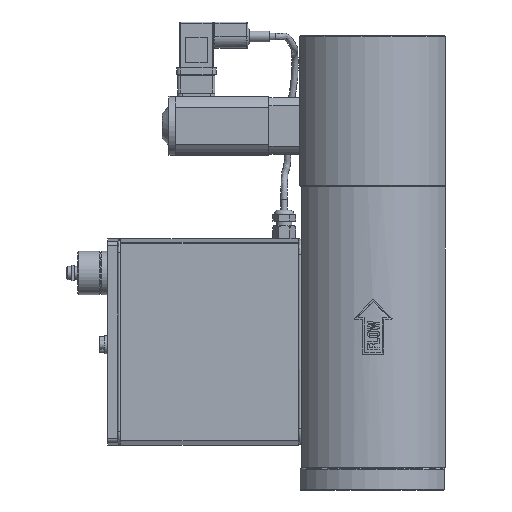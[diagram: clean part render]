
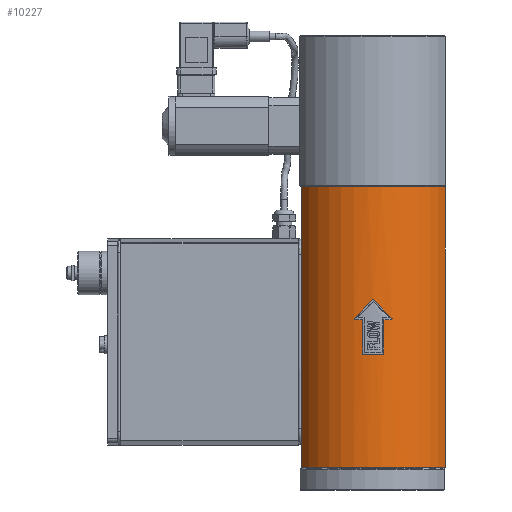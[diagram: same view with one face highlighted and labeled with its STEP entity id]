
A CAD part, left-side view. The second image highlights one B-rep face of the part: STEP entity #10227.
In plain terms, the highlighted cylindrical face has radius 37 mm (diameter 74 mm), a partial arc.
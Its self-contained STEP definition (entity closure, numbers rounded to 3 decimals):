
#774=FACE_BOUND('',#3981,.T.);
#1140=LINE('',#17258,#1839);
#1144=LINE('',#17270,#1843);
#1199=LINE('',#17639,#1898);
#1200=LINE('',#17640,#1899);
#1839=VECTOR('',#12817,10.);
#1843=VECTOR('',#12829,10.);
#1898=VECTOR('',#12986,10.);
#1899=VECTOR('',#12987,10.);
#2772=CIRCLE('',#10986,37.);
#2774=CIRCLE('',#10990,37.);
#2776=CIRCLE('',#10994,37.);
#2787=CIRCLE('',#11034,37.);
#2792=CIRCLE('',#11042,37.);
#3364=FACE_OUTER_BOUND('',#3980,.T.);
#3980=EDGE_LOOP('',(#8389,#8390,#8391,#8392));
#3981=EDGE_LOOP('',(#8393,#8394,#8395,#8396,#8397,#8398,#8399,#8400,#8401,
#8402));
#4376=B_SPLINE_CURVE_WITH_KNOTS('',3,(#17107,#17108,#17109,#17110,#17111,
#17112,#17113),.UNSPECIFIED.,.F.,.F.,(4,1,1,1,4),(-2.356,-1.683,
-1.01,-0.337,0.),.UNSPECIFIED.);
#4378=B_SPLINE_CURVE_WITH_KNOTS('',3,(#17138,#17139,#17140,#17141),
 .UNSPECIFIED.,.F.,.F.,(4,4),(-0.226,0.),.UNSPECIFIED.);
#4380=B_SPLINE_CURVE_WITH_KNOTS('',3,(#17170,#17171,#17172,#17173,#17174),
 .UNSPECIFIED.,.F.,.F.,(4,1,4),(-1.571,-0.785,0.),
 .UNSPECIFIED.);
#4382=B_SPLINE_CURVE_WITH_KNOTS('',3,(#17198,#17199,#17200,#17201),
 .UNSPECIFIED.,.F.,.F.,(4,4),(-0.226,0.),.UNSPECIFIED.);
#4384=B_SPLINE_CURVE_WITH_KNOTS('',3,(#17240,#17241,#17242,#17243,#17244,
#17245,#17246),.UNSPECIFIED.,.F.,.F.,(4,1,1,1,4),(-2.356,-1.683,
-1.01,-0.337,0.),.UNSPECIFIED.);
#4922=VERTEX_POINT('',#17104);
#4923=VERTEX_POINT('',#17106);
#4925=VERTEX_POINT('',#17136);
#4927=VERTEX_POINT('',#17168);
#4929=VERTEX_POINT('',#17196);
#4931=VERTEX_POINT('',#17238);
#4933=VERTEX_POINT('',#17250);
#4935=VERTEX_POINT('',#17256);
#4937=VERTEX_POINT('',#17262);
#4939=VERTEX_POINT('',#17268);
#4977=VERTEX_POINT('',#17599);
#4980=VERTEX_POINT('',#17613);
#4985=VERTEX_POINT('',#17636);
#4986=VERTEX_POINT('',#17637);
#6099=EDGE_CURVE('',#4923,#4922,#4376,.T.);
#6103=EDGE_CURVE('',#4922,#4925,#4378,.T.);
#6106=EDGE_CURVE('',#4925,#4927,#4380,.T.);
#6109=EDGE_CURVE('',#4927,#4929,#4382,.T.);
#6112=EDGE_CURVE('',#4929,#4931,#4384,.T.);
#6115=EDGE_CURVE('',#4931,#4933,#2772,.T.);
#6118=EDGE_CURVE('',#4933,#4935,#1140,.T.);
#6121=EDGE_CURVE('',#4935,#4937,#2774,.T.);
#6124=EDGE_CURVE('',#4937,#4939,#1144,.T.);
#6126=EDGE_CURVE('',#4939,#4923,#2776,.T.);
#6201=EDGE_CURVE('',#4977,#4980,#2787,.T.);
#6210=EDGE_CURVE('',#4985,#4986,#2792,.T.);
#6211=EDGE_CURVE('',#4985,#4980,#1199,.T.);
#6212=EDGE_CURVE('',#4986,#4977,#1200,.T.);
#8389=ORIENTED_EDGE('',*,*,#6210,.F.);
#8390=ORIENTED_EDGE('',*,*,#6211,.T.);
#8391=ORIENTED_EDGE('',*,*,#6201,.F.);
#8392=ORIENTED_EDGE('',*,*,#6212,.F.);
#8393=ORIENTED_EDGE('',*,*,#6126,.T.);
#8394=ORIENTED_EDGE('',*,*,#6099,.T.);
#8395=ORIENTED_EDGE('',*,*,#6103,.T.);
#8396=ORIENTED_EDGE('',*,*,#6106,.T.);
#8397=ORIENTED_EDGE('',*,*,#6109,.T.);
#8398=ORIENTED_EDGE('',*,*,#6112,.T.);
#8399=ORIENTED_EDGE('',*,*,#6115,.T.);
#8400=ORIENTED_EDGE('',*,*,#6118,.T.);
#8401=ORIENTED_EDGE('',*,*,#6121,.T.);
#8402=ORIENTED_EDGE('',*,*,#6124,.T.);
#9854=CYLINDRICAL_SURFACE('',#11041,37.);
#10227=ADVANCED_FACE('',(#3364,#774),#9854,.T.);
#10986=AXIS2_PLACEMENT_3D('',#17252,#12811,#12812);
#10990=AXIS2_PLACEMENT_3D('',#17264,#12823,#12824);
#10994=AXIS2_PLACEMENT_3D('',#17273,#12834,#12835);
#11034=AXIS2_PLACEMENT_3D('',#17614,#12966,#12967);
#11041=AXIS2_PLACEMENT_3D('',#17635,#12982,#12983);
#11042=AXIS2_PLACEMENT_3D('',#17638,#12984,#12985);
#12811=DIRECTION('center_axis',(0.,0.,
-1.));
#12812=DIRECTION('ref_axis',(-1.,0.,0.));
#12817=DIRECTION('',(0.,0.,-1.));
#12823=DIRECTION('center_axis',(0.,0.,
-1.));
#12824=DIRECTION('ref_axis',(-1.,0.,0.));
#12829=DIRECTION('',(0.,0.,1.));
#12834=DIRECTION('center_axis',(0.,0.,
-1.));
#12835=DIRECTION('ref_axis',(-1.,0.,0.));
#12966=DIRECTION('center_axis',(0.,0.,
-1.));
#12967=DIRECTION('ref_axis',(-1.,0.,0.));
#12982=DIRECTION('center_axis',(0.,0.,
-1.));
#12983=DIRECTION('ref_axis',(-1.,0.,0.));
#12984=DIRECTION('center_axis',(0.,0.,
1.));
#12985=DIRECTION('ref_axis',(-1.,0.,0.));
#12986=DIRECTION('',(0.,0.,-1.));
#12987=DIRECTION('',(0.,0.,-1.));
#17104=CARTESIAN_POINT('',(-36.093,-1.156,-53.015));
#17106=CARTESIAN_POINT('',(-36.15,-1.415,-53.655));
#17107=CARTESIAN_POINT('Ctrl Pts',(-36.15,-1.415,
-53.655));
#17108=CARTESIAN_POINT('Ctrl Pts',(-36.132,-1.333,
-53.655));
#17109=CARTESIAN_POINT('Ctrl Pts',(-36.096,-1.169,
-53.596));
#17110=CARTESIAN_POINT('Ctrl Pts',(-36.064,-1.03,-53.37));
#17111=CARTESIAN_POINT('Ctrl Pts',(-36.07,-1.054,
-53.149));
#17112=CARTESIAN_POINT('Ctrl Pts',(-36.086,-1.127,
-53.045));
#17113=CARTESIAN_POINT('Ctrl Pts',(-36.093,-1.156,
-53.015));
#17136=CARTESIAN_POINT('',(-37.,-9.464,-44.64));
#17138=CARTESIAN_POINT('Ctrl Pts',(-36.093,-1.156,
-53.015));
#17139=CARTESIAN_POINT('Ctrl Pts',(-36.707,-3.879,
-50.223));
#17140=CARTESIAN_POINT('Ctrl Pts',(-37.012,-6.672,
-47.432));
#17141=CARTESIAN_POINT('Ctrl Pts',(-37.,-9.464,
-44.64));
#17168=CARTESIAN_POINT('',(-36.993,-9.994,-44.64));
#17170=CARTESIAN_POINT('Ctrl Pts',(-37.,-9.464,
-44.64));
#17171=CARTESIAN_POINT('Ctrl Pts',(-36.999,-9.534,-44.571));
#17172=CARTESIAN_POINT('Ctrl Pts',(-36.998,-9.729,
-44.49));
#17173=CARTESIAN_POINT('Ctrl Pts',(-36.995,-9.925,-44.571));
#17174=CARTESIAN_POINT('Ctrl Pts',(-36.993,-9.994,-44.64));
#17196=CARTESIAN_POINT('',(-35.894,-18.279,-53.015));
#17198=CARTESIAN_POINT('Ctrl Pts',(-36.993,-9.994,-44.64));
#17199=CARTESIAN_POINT('Ctrl Pts',(-36.941,-12.785,
-47.432));
#17200=CARTESIAN_POINT('Ctrl Pts',(-36.571,-15.57,
-50.223));
#17201=CARTESIAN_POINT('Ctrl Pts',(-35.894,-18.279,
-53.015));
#17238=CARTESIAN_POINT('',(-35.958,-18.021,-53.655));
#17240=CARTESIAN_POINT('Ctrl Pts',(-35.894,-18.279,
-53.015));
#17241=CARTESIAN_POINT('Ctrl Pts',(-35.88,-18.336,
-53.074));
#17242=CARTESIAN_POINT('Ctrl Pts',(-35.861,-18.411,
-53.235));
#17243=CARTESIAN_POINT('Ctrl Pts',(-35.875,-18.354,
-53.495));
#17244=CARTESIAN_POINT('Ctrl Pts',(-35.918,-18.185,
-53.634));
#17245=CARTESIAN_POINT('Ctrl Pts',(-35.948,-18.062,
-53.655));
#17246=CARTESIAN_POINT('Ctrl Pts',(-35.958,-18.021,
-53.655));
#17250=CARTESIAN_POINT('',(-36.621,-14.581,-53.655));
#17252=CARTESIAN_POINT('Origin',(0.,-9.3,
-53.655));
#17256=CARTESIAN_POINT('',(-36.621,-14.581,-69.53));
#17258=CARTESIAN_POINT('',(-36.621,-14.581,7.6));
#17262=CARTESIAN_POINT('',(-36.734,-4.87,-69.53));
#17264=CARTESIAN_POINT('Origin',(0.,-9.3,
-69.53));
#17268=CARTESIAN_POINT('',(-36.734,-4.87,-53.655));
#17270=CARTESIAN_POINT('',(-36.734,-4.87,7.6));
#17273=CARTESIAN_POINT('Origin',(0.,-9.3,
-53.655));
#17599=CARTESIAN_POINT('',(-15.708,-42.8,-121.5));
#17613=CARTESIAN_POINT('',(-17.685,23.2,-121.5));
#17614=CARTESIAN_POINT('Origin',(0.,-9.3,
-121.5));
#17635=CARTESIAN_POINT('Origin',(0.,-9.3,
7.6));
#17636=CARTESIAN_POINT('',(-17.685,23.2,7.2));
#17637=CARTESIAN_POINT('',(-15.708,-42.8,7.2));
#17638=CARTESIAN_POINT('Origin',(0.,-9.3,
7.2));
#17639=CARTESIAN_POINT('',(-17.685,23.2,7.6));
#17640=CARTESIAN_POINT('',(-15.708,-42.8,7.6));
